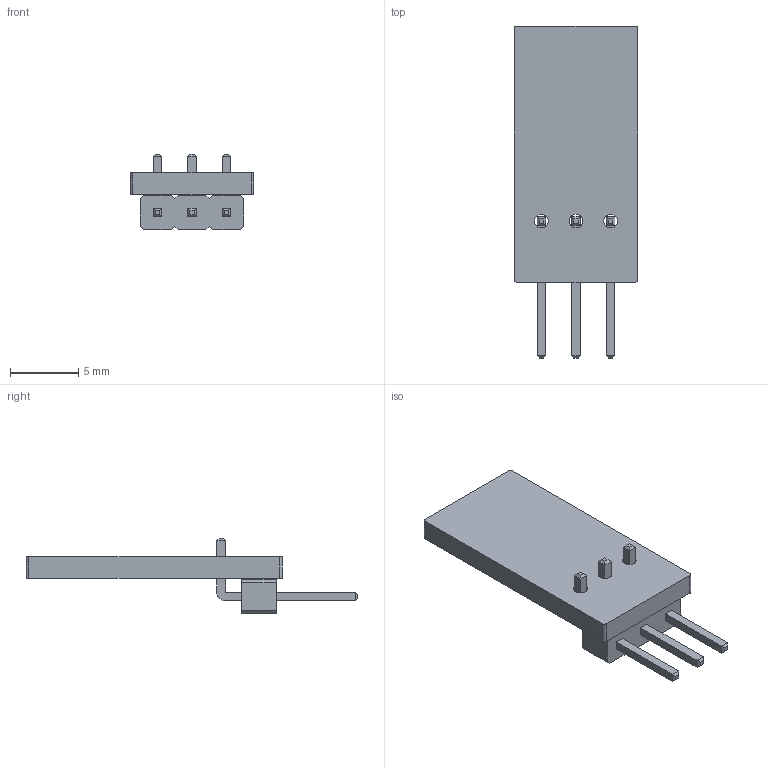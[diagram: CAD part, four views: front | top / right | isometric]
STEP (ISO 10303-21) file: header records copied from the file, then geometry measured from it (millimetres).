
FILE_DESCRIPTION(('KiCad electronic assembly'),'2;1');
FILE_NAME('Emmiter.step','2025-01-30T22:47:51',('Pcbnew'),('Kicad'), 'Open CASCADE STEP processor 7.7','KiCad to STEP converter','Unknown' );
FILE_SCHEMA(('AUTOMOTIVE_DESIGN { 1 0 10303 214 1 1 1 1 }'));
Length unit declared in the file: millimetre
Products named in the file (4): Emmiter 1; PinHeader_1x03_P2.54mm_Horizontal; PinHeader_1x03_P254mm_Horizontal; Emmiter_PCB
Assembly tree (3 placements, depth 3):
  Emmiter 1
    PinHeader_1x03_P2.54mm_Horizontal
      PinHeader_1x03_P254mm_Horizontal
    Emmiter_PCB
Bounding box: 9.07 x 24.36 x 5.54 mm (x, y, z)
Volume: 331.5 mm3; surface area: 618 mm2
Topology: 2 solids, 2 shells, 98 faces, 240 edges, 152 vertices
Faces by surface type: plane 88, cylinder 10
Full cylindrical faces by diameter (mm): 1 x3
Entity records: 3493 total; most frequent: CARTESIAN_POINT 494, ORIENTED_EDGE 480, DIRECTION 464, EDGE_CURVE 240, LINE 220, VECTOR 220, VERTEX_POINT 152, AXIS2_PLACEMENT_3D 122
